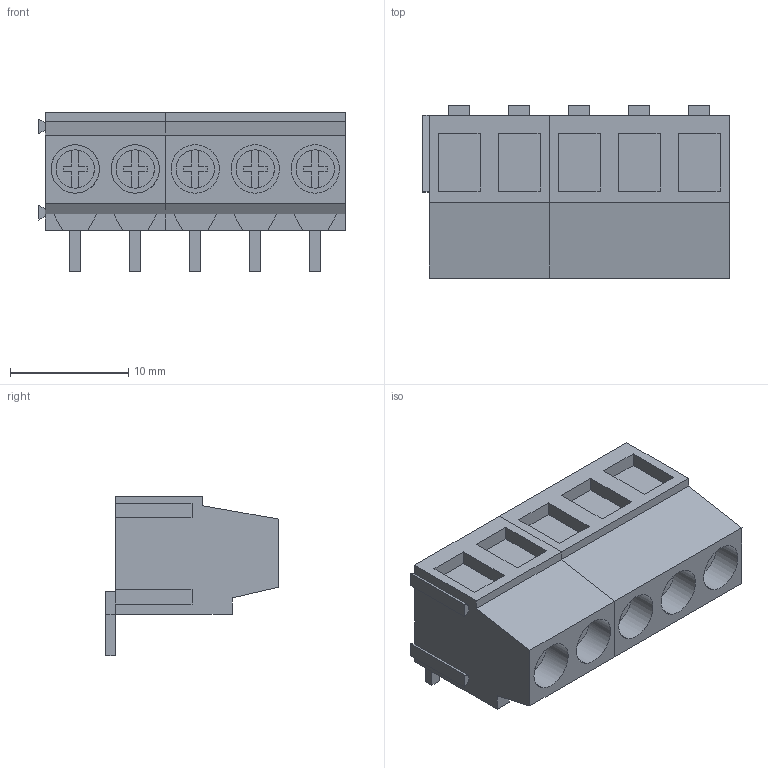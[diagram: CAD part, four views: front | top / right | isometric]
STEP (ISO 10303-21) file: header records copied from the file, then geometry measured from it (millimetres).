
FILE_DESCRIPTION(('CATIA V5 STEP Exchange','CAx-IF Rec.Pracs.--- Model Styling and Organization---1.2---2011-12-15'),'2;1');
FILE_NAME ('D1465177_0_9994980000_9994980000.stp','2018-03-31T11:17:57+00:00',('none'),('Weidmueller'),'CATIA Version 5-6 Release 2014','CATIA V5 STEP AP214','none');
FILE_SCHEMA(('AUTOMOTIVE_DESIGN { 1 0 10303 214 1 1 1 1 }'));
Length unit declared in the file: millimetre
Products named in the file (1): 9994980000
Bounding box: 25.95 x 14.6 x 13.5 mm (x, y, z)
Volume: 2422.6 mm3; surface area: 2867.1 mm2
Topology: 12 solids, 12 shells, 362 faces, 959 edges, 636 vertices
Faces by surface type: plane 332, cylinder 30
Entity records: 10943 total; most frequent: CARTESIAN_POINT 2101, ORIENTED_EDGE 1918, DIRECTION 1481, EDGE_CURVE 959, VECTOR 879, LINE 879, VERTEX_POINT 636, EDGE_LOOP 377
